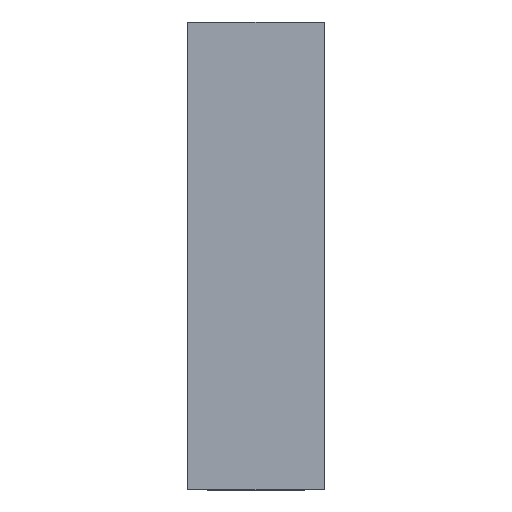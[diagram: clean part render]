
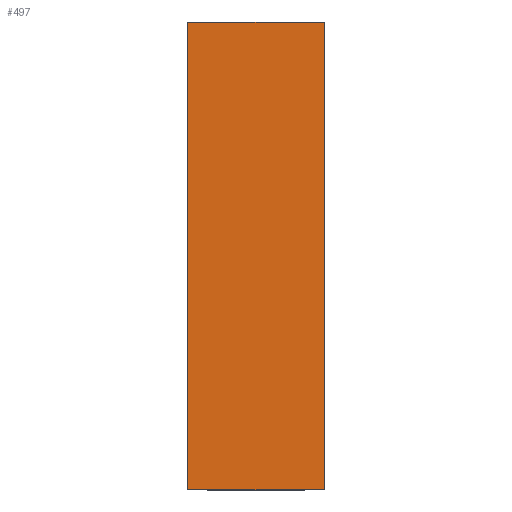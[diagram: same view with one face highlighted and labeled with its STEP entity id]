
A CAD part, top view. The second image highlights one B-rep face of the part: STEP entity #497.
In plain terms, the highlighted planar face has unit normal (0, 0, 1).
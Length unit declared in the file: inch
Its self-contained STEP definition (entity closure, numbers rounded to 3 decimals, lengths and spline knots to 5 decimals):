
#437=CARTESIAN_POINT('',(9.49859,2.49195,-0.2535));
#438=VERTEX_POINT('',#437);
#445=CARTESIAN_POINT('',(9.49859,8.49195,-0.2535));
#446=VERTEX_POINT('',#445);
#447=CARTESIAN_POINT('',(9.49859,5.49195,-0.2535));
#448=DIRECTION('',(0.,-1.,0.));
#449=VECTOR('',#448,1.);
#450=LINE('',#447,#449);
#451=EDGE_CURVE('',#446,#438,#450,.T.);
#467=ORIENTED_EDGE('',*,*,#451,.T.);
#468=CARTESIAN_POINT('',(11.24859,2.49195,-0.2535));
#469=VERTEX_POINT('',#468);
#470=CARTESIAN_POINT('',(9.49859,2.49195,-0.2535));
#471=DIRECTION('',(1.,0.,0.));
#472=VECTOR('',#471,1.);
#473=LINE('',#470,#472);
#474=EDGE_CURVE('',#438,#469,#473,.T.);
#475=ORIENTED_EDGE('',*,*,#474,.T.);
#476=CARTESIAN_POINT('',(11.24859,8.49195,-0.2535));
#477=VERTEX_POINT('',#476);
#478=CARTESIAN_POINT('',(11.24859,5.49195,-0.2535));
#479=DIRECTION('',(0.,1.,0.));
#480=VECTOR('',#479,1.);
#481=LINE('',#478,#480);
#482=EDGE_CURVE('',#469,#477,#481,.T.);
#483=ORIENTED_EDGE('',*,*,#482,.T.);
#484=CARTESIAN_POINT('',(9.49859,8.49195,-0.2535));
#485=DIRECTION('',(-1.,0.,0.));
#486=VECTOR('',#485,1.);
#487=LINE('',#484,#486);
#488=EDGE_CURVE('',#477,#446,#487,.T.);
#489=ORIENTED_EDGE('',*,*,#488,.T.);
#490=EDGE_LOOP('',(#467,#475,#483,#489));
#491=FACE_OUTER_BOUND('',#490,.T.);
#492=CARTESIAN_POINT('',(10.37359,5.49195,-0.2535));
#493=DIRECTION('',(0.,0.,1.));
#494=DIRECTION('',(-1.,0.,0.));
#495=AXIS2_PLACEMENT_3D('',#492,#493,#494);
#496=PLANE('',#495);
#497=ADVANCED_FACE('',(#491),#496,.T.);
